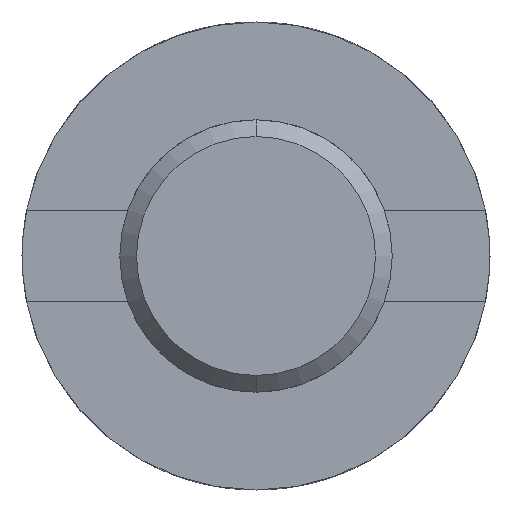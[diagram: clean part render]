
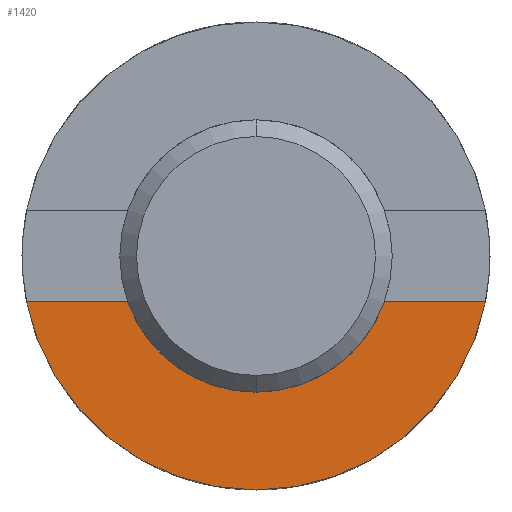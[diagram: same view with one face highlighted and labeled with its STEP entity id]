
A CAD part, front view. The second image highlights one B-rep face of the part: STEP entity #1420.
In plain terms, the highlighted planar face has unit normal (0, -1, 0).
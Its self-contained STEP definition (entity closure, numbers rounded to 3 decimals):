
#37 = DIRECTION ( 'NONE',  ( 0., 1., 0. ) ) ;
#60 = AXIS2_PLACEMENT_3D ( 'NONE', #615, #1072, #152 ) ;
#86 = CARTESIAN_POINT ( 'NONE',  ( 0., 25., 0. ) ) ;
#152 = DIRECTION ( 'NONE',  ( 0., 0., -1. ) ) ;
#194 = CARTESIAN_POINT ( 'NONE',  ( 0., 25., 0. ) ) ;
#302 = CARTESIAN_POINT ( 'NONE',  ( 0., 25., 0. ) ) ;
#350 = AXIS2_PLACEMENT_3D ( 'NONE', #302, #37, #465 ) ;
#384 = ORIENTED_EDGE ( 'NONE', *, *, #1127, .T. ) ;
#427 = EDGE_CURVE ( 'NONE', #1489, #470, #1952, .T. ) ;
#457 = EDGE_LOOP ( 'NONE', ( #1458, #787, #1543, #1940, #917, #384 ) ) ;
#465 = DIRECTION ( 'NONE',  ( 0., 0., -1. ) ) ;
#470 = VERTEX_POINT ( 'NONE', #779 ) ;
#475 = VECTOR ( 'NONE', #899, 1000. ) ;
#515 = AXIS2_PLACEMENT_3D ( 'NONE', #1931, #1360, #1330 ) ;
#538 = PLANE ( 'NONE',  #1594 ) ;
#554 = VERTEX_POINT ( 'NONE', #943 ) ;
#567 = CARTESIAN_POINT ( 'NONE',  ( 7.672, 25., -2.75 ) ) ;
#577 = CARTESIAN_POINT ( 'NONE',  ( 7.672, 25., -2.75 ) ) ;
#615 = CARTESIAN_POINT ( 'NONE',  ( 0., 25., 0. ) ) ;
#779 = CARTESIAN_POINT ( 'NONE',  ( -13.727, 25., -2.75 ) ) ;
#787 = ORIENTED_EDGE ( 'NONE', *, *, #905, .T. ) ;
#804 = CARTESIAN_POINT ( 'NONE',  ( 13.727, 25., -2.75 ) ) ;
#810 = VERTEX_POINT ( 'NONE', #567 ) ;
#868 = VECTOR ( 'NONE', #1187, 1000. ) ;
#881 = EDGE_CURVE ( 'NONE', #810, #1324, #900, .T. ) ;
#899 = DIRECTION ( 'NONE',  ( -1., 0., 0. ) ) ;
#900 = CIRCLE ( 'NONE', #350, 8.15 ) ;
#905 = EDGE_CURVE ( 'NONE', #1324, #1489, #1152, .T. ) ;
#910 = CARTESIAN_POINT ( 'NONE',  ( -7.672, 25., -2.75 ) ) ;
#917 = ORIENTED_EDGE ( 'NONE', *, *, #1295, .T. ) ;
#943 = CARTESIAN_POINT ( 'NONE',  ( 0., 25., -14. ) ) ;
#1072 = DIRECTION ( 'NONE',  ( 0., 1., 0. ) ) ;
#1126 = CIRCLE ( 'NONE', #1471, 14. ) ;
#1127 = EDGE_CURVE ( 'NONE', #1833, #810, #1618, .T. ) ;
#1152 = CIRCLE ( 'NONE', #60, 8.15 ) ;
#1185 = CARTESIAN_POINT ( 'NONE',  ( -13.727, 25., -2.75 ) ) ;
#1187 = DIRECTION ( 'NONE',  ( -1., 0., 0. ) ) ;
#1295 = EDGE_CURVE ( 'NONE', #554, #1833, #1126, .T. ) ;
#1297 = FACE_OUTER_BOUND ( 'NONE', #457, .T. ) ;
#1324 = VERTEX_POINT ( 'NONE', #1759 ) ;
#1330 = DIRECTION ( 'NONE',  ( 0., 0., -1. ) ) ;
#1360 = DIRECTION ( 'NONE',  ( 0., -1., 0. ) ) ;
#1409 = DIRECTION ( 'NONE',  ( 0., -1., 0. ) ) ;
#1420 = ADVANCED_FACE ( 'NONE', ( #1297 ), #538, .T. ) ;
#1437 = DIRECTION ( 'NONE',  ( 0., 0., -1. ) ) ;
#1458 = ORIENTED_EDGE ( 'NONE', *, *, #881, .T. ) ;
#1471 = AXIS2_PLACEMENT_3D ( 'NONE', #194, #1409, #1437 ) ;
#1489 = VERTEX_POINT ( 'NONE', #910 ) ;
#1543 = ORIENTED_EDGE ( 'NONE', *, *, #427, .T. ) ;
#1594 = AXIS2_PLACEMENT_3D ( 'NONE', #86, #1901, #1598 ) ;
#1598 = DIRECTION ( 'NONE',  ( 0., 0., -1. ) ) ;
#1618 = LINE ( 'NONE', #577, #868 ) ;
#1759 = CARTESIAN_POINT ( 'NONE',  ( 0., 25., -8.15 ) ) ;
#1833 = VERTEX_POINT ( 'NONE', #804 ) ;
#1851 = EDGE_CURVE ( 'NONE', #470, #554, #1966, .T. ) ;
#1901 = DIRECTION ( 'NONE',  ( 0., -1., 0. ) ) ;
#1931 = CARTESIAN_POINT ( 'NONE',  ( 0., 25., 0. ) ) ;
#1940 = ORIENTED_EDGE ( 'NONE', *, *, #1851, .T. ) ;
#1952 = LINE ( 'NONE', #1185, #475 ) ;
#1966 = CIRCLE ( 'NONE', #515, 14. ) ;
